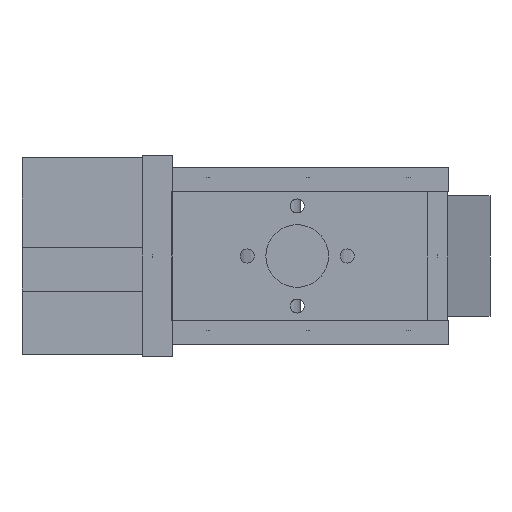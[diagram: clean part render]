
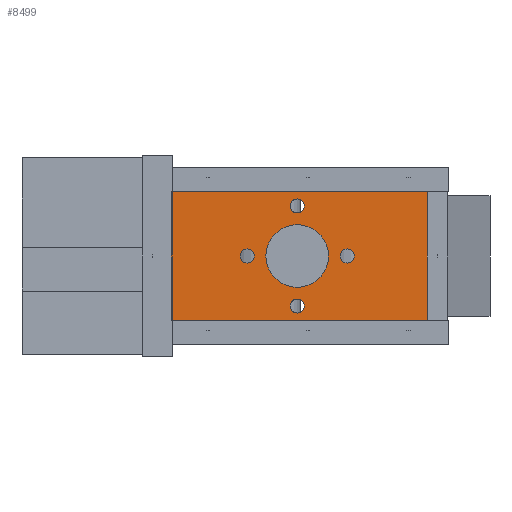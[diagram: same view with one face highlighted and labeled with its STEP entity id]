
A CAD part, front view. The second image highlights one B-rep face of the part: STEP entity #8499.
In plain terms, the highlighted face is planar.
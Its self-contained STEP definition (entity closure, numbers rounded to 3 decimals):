
#1319 = CARTESIAN_POINT ( 'NONE',  ( 64., 32., 0. ) ) ;
#1320 = FACE_BOUND ( 'NONE', #8497, .T. ) ;
#1324 = FACE_BOUND ( 'NONE', #8527, .T. ) ;
#1348 = LINE ( 'NONE', #1410, #1401 ) ;
#1349 = FACE_BOUND ( 'NONE', #8517, .T. ) ;
#1350 = FACE_BOUND ( 'NONE', #8506, .T. ) ;
#1351 = FACE_OUTER_BOUND ( 'NONE', #8512, .T. ) ;
#1366 = PLANE ( 'NONE',  #1376 ) ;
#1367 = FACE_BOUND ( 'NONE', #2172, .T. ) ;
#1369 = DIRECTION ( 'NONE',  ( -1., 0., 0. ) ) ;
#1370 = DIRECTION ( 'NONE',  ( 0., 0., -1. ) ) ;
#1371 = CARTESIAN_POINT ( 'NONE',  ( 64., -32., 0. ) ) ;
#1376 = AXIS2_PLACEMENT_3D ( 'NONE', #1319, #1370, #1369 ) ;
#1379 = CARTESIAN_POINT ( 'NONE',  ( -64., 32., 0. ) ) ;
#1380 = LINE ( 'NONE', #1379, #1443 ) ;
#1382 = CARTESIAN_POINT ( 'NONE',  ( -64., 32., 0. ) ) ;
#1383 = CARTESIAN_POINT ( 'NONE',  ( 64., 32., 0. ) ) ;
#1384 = DIRECTION ( 'NONE',  ( 0., 1., 0. ) ) ;
#1385 = VECTOR ( 'NONE', #1384, 1000. ) ;
#1387 = AXIS2_PLACEMENT_3D ( 'NONE', #1393, #1436, #1435 ) ;
#1388 = CARTESIAN_POINT ( 'NONE',  ( 64., -32., 0. ) ) ;
#1389 = LINE ( 'NONE', #1388, #1385 ) ;
#1391 = DIRECTION ( 'NONE',  ( 1., 0., 0. ) ) ;
#1392 = VECTOR ( 'NONE', #1391, 1000. ) ;
#1393 = CARTESIAN_POINT ( 'NONE',  ( -1., 0., 0. ) ) ;
#1397 = LINE ( 'NONE', #1399, #1392 ) ;
#1399 = CARTESIAN_POINT ( 'NONE',  ( -64., -32., 0. ) ) ;
#1400 = CARTESIAN_POINT ( 'NONE',  ( -64., -32., 0. ) ) ;
#1401 = VECTOR ( 'NONE', #1409, 1000. ) ;
#1404 = DIRECTION ( 'NONE',  ( -1., 0., 0. ) ) ;
#1405 = DIRECTION ( 'NONE',  ( 0., 0., -1. ) ) ;
#1406 = CARTESIAN_POINT ( 'NONE',  ( -1., 25., 0. ) ) ;
#1407 = AXIS2_PLACEMENT_3D ( 'NONE', #1406, #1405, #1404 ) ;
#1408 = CIRCLE ( 'NONE', #1407, 3.5 ) ;
#1409 = DIRECTION ( 'NONE',  ( 0., -1., 0. ) ) ;
#1410 = CARTESIAN_POINT ( 'NONE',  ( -64., -32., 0. ) ) ;
#1435 = DIRECTION ( 'NONE',  ( -1., 0., 0. ) ) ;
#1436 = DIRECTION ( 'NONE',  ( 0., 0., -1. ) ) ;
#1442 = DIRECTION ( 'NONE',  ( -1., 0., 0. ) ) ;
#1443 = VECTOR ( 'NONE', #1442, 1000. ) ;
#1444 = CIRCLE ( 'NONE', #1387, 15.65 ) ;
#2162 = VERTEX_POINT ( 'NONE', #5201 ) ;
#2168 = VERTEX_POINT ( 'NONE', #5232 ) ;
#2172 = EDGE_LOOP ( 'NONE', ( #8523, #8508 ) ) ;
#2178 = ORIENTED_EDGE ( 'NONE', *, *, #2273, .F. ) ;
#2184 = VERTEX_POINT ( 'NONE', #5261 ) ;
#2185 = EDGE_CURVE ( 'NONE', #2168, #2162, #5249, .T. ) ;
#2193 = EDGE_CURVE ( 'NONE', #2316, #2317, #5247, .T. ) ;
#2214 = EDGE_CURVE ( 'NONE', #2184, #2237, #5317, .T. ) ;
#2219 = VERTEX_POINT ( 'NONE', #5356 ) ;
#2237 = VERTEX_POINT ( 'NONE', #5381 ) ;
#2244 = VERTEX_POINT ( 'NONE', #5383 ) ;
#2247 = EDGE_CURVE ( 'NONE', #2244, #2255, #5386, .T. ) ;
#2255 = VERTEX_POINT ( 'NONE', #5416 ) ;
#2261 = VERTEX_POINT ( 'NONE', #5405 ) ;
#2273 = EDGE_CURVE ( 'NONE', #2219, #2261, #5444, .T. ) ;
#2305 = EDGE_CURVE ( 'NONE', #2261, #2219, #5500, .T. ) ;
#2311 = EDGE_CURVE ( 'NONE', #2237, #2184, #5542, .T. ) ;
#2316 = VERTEX_POINT ( 'NONE', #5539 ) ;
#2317 = VERTEX_POINT ( 'NONE', #5585 ) ;
#2324 = EDGE_CURVE ( 'NONE', #2255, #2244, #5586, .T. ) ;
#5201 = CARTESIAN_POINT ( 'NONE',  ( 14.65, 0., 0. ) ) ;
#5232 = CARTESIAN_POINT ( 'NONE',  ( -16.65, 0., 0. ) ) ;
#5244 = DIRECTION ( 'NONE',  ( 0., 0., -1. ) ) ;
#5245 = CARTESIAN_POINT ( 'NONE',  ( -1., 0., 0. ) ) ;
#5246 = AXIS2_PLACEMENT_3D ( 'NONE', #5245, #5244, #5302 ) ;
#5247 = CIRCLE ( 'NONE', #5291, 3.5 ) ;
#5249 = CIRCLE ( 'NONE', #5246, 15.65 ) ;
#5261 = CARTESIAN_POINT ( 'NONE',  ( 27.5, 0., 0. ) ) ;
#5289 = DIRECTION ( 'NONE',  ( -1., 0., 0. ) ) ;
#5290 = DIRECTION ( 'NONE',  ( 0., 0., -1. ) ) ;
#5291 = AXIS2_PLACEMENT_3D ( 'NONE', #5300, #5290, #5289 ) ;
#5300 = CARTESIAN_POINT ( 'NONE',  ( -1., 25., 0. ) ) ;
#5302 = DIRECTION ( 'NONE',  ( -1., 0., 0. ) ) ;
#5307 = AXIS2_PLACEMENT_3D ( 'NONE', #5357, #5354, #5353 ) ;
#5317 = CIRCLE ( 'NONE', #5307, 3.5 ) ;
#5353 = DIRECTION ( 'NONE',  ( -1., 0., 0. ) ) ;
#5354 = DIRECTION ( 'NONE',  ( 0., 0., -1. ) ) ;
#5356 = CARTESIAN_POINT ( 'NONE',  ( -22.5, 0., 0. ) ) ;
#5357 = CARTESIAN_POINT ( 'NONE',  ( 24., 0., 0. ) ) ;
#5381 = CARTESIAN_POINT ( 'NONE',  ( 20.5, 0., 0. ) ) ;
#5383 = CARTESIAN_POINT ( 'NONE',  ( 2.5, -25., 0. ) ) ;
#5386 = CIRCLE ( 'NONE', #5429, 3.5 ) ;
#5405 = CARTESIAN_POINT ( 'NONE',  ( -29.5, 0., 0. ) ) ;
#5416 = CARTESIAN_POINT ( 'NONE',  ( -4.5, -25., 0. ) ) ;
#5426 = DIRECTION ( 'NONE',  ( -1., 0., 0. ) ) ;
#5427 = DIRECTION ( 'NONE',  ( 0., 0., -1. ) ) ;
#5428 = CARTESIAN_POINT ( 'NONE',  ( -1., -25., 0. ) ) ;
#5429 = AXIS2_PLACEMENT_3D ( 'NONE', #5428, #5427, #5426 ) ;
#5433 = CARTESIAN_POINT ( 'NONE',  ( -26., 0., 0. ) ) ;
#5441 = AXIS2_PLACEMENT_3D ( 'NONE', #5433, #5459, #5488 ) ;
#5444 = CIRCLE ( 'NONE', #5441, 3.5 ) ;
#5459 = DIRECTION ( 'NONE',  ( 0., 0., -1. ) ) ;
#5488 = DIRECTION ( 'NONE',  ( -1., 0., 0. ) ) ;
#5500 = CIRCLE ( 'NONE', #5551, 3.5 ) ;
#5528 = DIRECTION ( 'NONE',  ( -1., 0., 0. ) ) ;
#5529 = DIRECTION ( 'NONE',  ( 0., 0., -1. ) ) ;
#5530 = CARTESIAN_POINT ( 'NONE',  ( 24., 0., 0. ) ) ;
#5531 = AXIS2_PLACEMENT_3D ( 'NONE', #5530, #5529, #5528 ) ;
#5539 = CARTESIAN_POINT ( 'NONE',  ( 2.5, 25., 0. ) ) ;
#5542 = CIRCLE ( 'NONE', #5531, 3.5 ) ;
#5548 = DIRECTION ( 'NONE',  ( -1., 0., 0. ) ) ;
#5549 = DIRECTION ( 'NONE',  ( 0., 0., -1. ) ) ;
#5550 = CARTESIAN_POINT ( 'NONE',  ( -26., 0., 0. ) ) ;
#5551 = AXIS2_PLACEMENT_3D ( 'NONE', #5550, #5549, #5548 ) ;
#5574 = DIRECTION ( 'NONE',  ( -1., 0., 0. ) ) ;
#5575 = DIRECTION ( 'NONE',  ( 0., 0., -1. ) ) ;
#5576 = AXIS2_PLACEMENT_3D ( 'NONE', #5581, #5575, #5574 ) ;
#5581 = CARTESIAN_POINT ( 'NONE',  ( -1., -25., 0. ) ) ;
#5585 = CARTESIAN_POINT ( 'NONE',  ( -4.5, 25., 0. ) ) ;
#5586 = CIRCLE ( 'NONE', #5576, 3.5 ) ;
#8494 = ORIENTED_EDGE ( 'NONE', *, *, #2247, .F. ) ;
#8497 = EDGE_LOOP ( 'NONE', ( #8498, #2178 ) ) ;
#8498 = ORIENTED_EDGE ( 'NONE', *, *, #2305, .F. ) ;
#8499 = ADVANCED_FACE ( 'NONE', ( #1350, #1320, #1367, #1324, #1351, #1349 ), #1366, .T. ) ;
#8500 = ORIENTED_EDGE ( 'NONE', *, *, #2324, .F. ) ;
#8502 = VERTEX_POINT ( 'NONE', #1371 ) ;
#8503 = ORIENTED_EDGE ( 'NONE', *, *, #8531, .F. ) ;
#8505 = EDGE_CURVE ( 'NONE', #2317, #2316, #1408, .T. ) ;
#8506 = EDGE_LOOP ( 'NONE', ( #8500, #8494 ) ) ;
#8507 = EDGE_CURVE ( 'NONE', #8522, #8509, #1348, .T. ) ;
#8508 = ORIENTED_EDGE ( 'NONE', *, *, #2193, .F. ) ;
#8509 = VERTEX_POINT ( 'NONE', #1400 ) ;
#8512 = EDGE_LOOP ( 'NONE', ( #8515, #8514, #8518, #8503 ) ) ;
#8513 = ORIENTED_EDGE ( 'NONE', *, *, #2214, .F. ) ;
#8514 = ORIENTED_EDGE ( 'NONE', *, *, #8516, .F. ) ;
#8515 = ORIENTED_EDGE ( 'NONE', *, *, #8519, .F. ) ;
#8516 = EDGE_CURVE ( 'NONE', #8509, #8502, #1397, .T. ) ;
#8517 = EDGE_LOOP ( 'NONE', ( #8528, #8525 ) ) ;
#8518 = ORIENTED_EDGE ( 'NONE', *, *, #8507, .F. ) ;
#8519 = EDGE_CURVE ( 'NONE', #8502, #8521, #1389, .T. ) ;
#8520 = ORIENTED_EDGE ( 'NONE', *, *, #2311, .F. ) ;
#8521 = VERTEX_POINT ( 'NONE', #1383 ) ;
#8522 = VERTEX_POINT ( 'NONE', #1382 ) ;
#8523 = ORIENTED_EDGE ( 'NONE', *, *, #8505, .F. ) ;
#8525 = ORIENTED_EDGE ( 'NONE', *, *, #2185, .F. ) ;
#8527 = EDGE_LOOP ( 'NONE', ( #8520, #8513 ) ) ;
#8528 = ORIENTED_EDGE ( 'NONE', *, *, #8532, .F. ) ;
#8531 = EDGE_CURVE ( 'NONE', #8521, #8522, #1380, .T. ) ;
#8532 = EDGE_CURVE ( 'NONE', #2162, #2168, #1444, .T. ) ;
